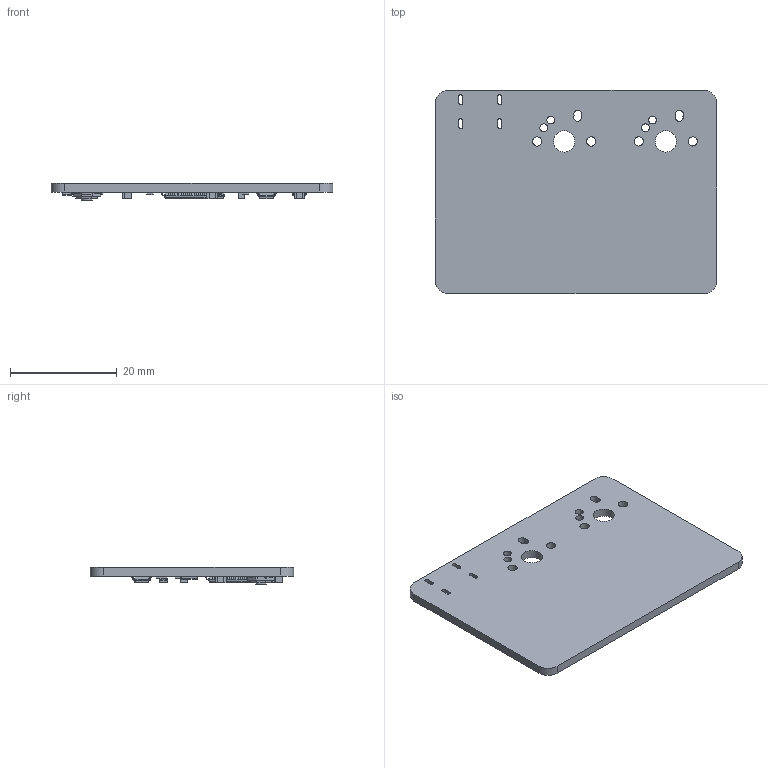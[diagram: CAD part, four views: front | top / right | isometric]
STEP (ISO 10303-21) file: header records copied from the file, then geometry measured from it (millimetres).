
FILE_DESCRIPTION(('KiCad electronic assembly'),'2;1');
FILE_NAME('keypad-pcb.step','2024-12-03T19:43:53',('Pcbnew'),('Kicad'), 'Open CASCADE STEP processor 7.7','KiCad to STEP converter','Unknown' );
FILE_SCHEMA(('AUTOMOTIVE_DESIGN { 1 0 10303 214 1 1 1 1 }'));
Length unit declared in the file: millimetre
Products named in the file (16): keypad-pcb 1; D_SOD-123; D_SOD_123; C_0805_2012Metric; Fuse_1206_3216Metric; R_0805_2012Metric; TQFP-44_10x10mm_P0.8mm; TQFP_44_10x10mm_P08mm; Crystal_SMD_3225-4Pin_3.2x2.5mm; SW_SPST_TL3342; keypad-pcb_PCB
Assembly tree (25 placements, depth 3):
  keypad-pcb 1
    D_SOD-123  x2
      D_SOD_123
    C_0805_2012Metric  x7
      C_0805_2012Metric
    Fuse_1206_3216Metric
      Fuse_1206_3216Metric
    R_0805_2012Metric  x4
      R_0805_2012Metric
    TQFP-44_10x10mm_P0.8mm
      TQFP_44_10x10mm_P08mm
    Crystal_SMD_3225-4Pin_3.2x2.5mm
      Crystal_SMD_3225-4Pin_3.2x2.5mm
    SW_SPST_TL3342
      SW_SPST_TL3342
    keypad-pcb_PCB
Bounding box: 52.82 x 38.12 x 3.19 mm (x, y, z)
Volume: 3293.2 mm3; surface area: 4923.4 mm2
Topology: 18 solids, 19 shells, 1427 faces, 3760 edges, 2397 vertices
Faces by surface type: plane 888, cylinder 394, bspline 144, torus 1
Full cylindrical faces by diameter (mm): 0.5 x1, 1.47 x4, 1.75 x4, 2 x1, 3.988 x2
Entity records: 45154 total; most frequent: CARTESIAN_POINT 9738, ORIENTED_EDGE 5936, DIRECTION 5458, EDGE_CURVE 2968, LINE 2250, VECTOR 2250, VERTEX_POINT 1885, AXIS2_PLACEMENT_3D 1604
